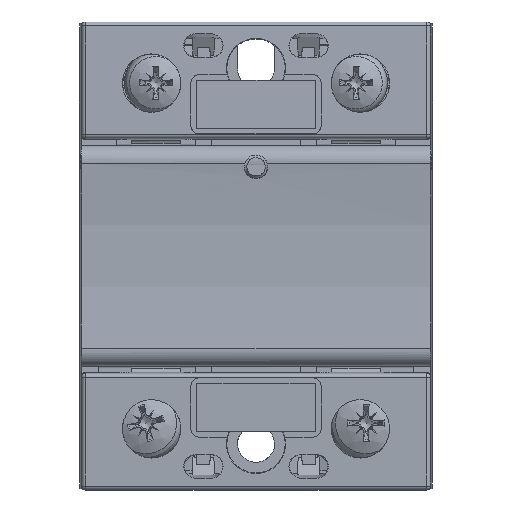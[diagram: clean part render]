
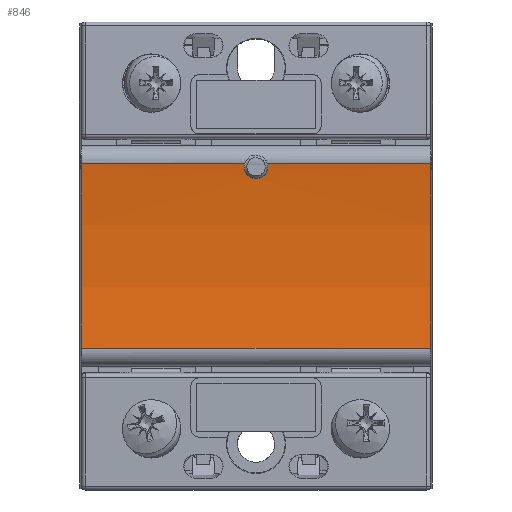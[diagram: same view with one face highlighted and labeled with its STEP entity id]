
A CAD part, top view. The second image highlights one B-rep face of the part: STEP entity #846.
In plain terms, the highlighted cylindrical face has radius 80 mm (diameter 160 mm), a partial arc.
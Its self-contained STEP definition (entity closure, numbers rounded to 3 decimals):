
#700=CYLINDRICAL_SURFACE('',#19312,80.);
#846=ADVANCED_FACE('',(#2727),#700,.F.);
#2727=FACE_OUTER_BOUND('',#3743,.T.);
#3743=EDGE_LOOP('',(#5180,#5181,#5182,#5183,#5184,#5185,#5186));
#5180=ORIENTED_EDGE('',*,*,#13190,.F.);
#5181=ORIENTED_EDGE('',*,*,#13210,.F.);
#5182=ORIENTED_EDGE('',*,*,#13284,.T.);
#5183=ORIENTED_EDGE('',*,*,#13285,.T.);
#5184=ORIENTED_EDGE('',*,*,#13286,.T.);
#5185=ORIENTED_EDGE('',*,*,#13287,.T.);
#5186=ORIENTED_EDGE('',*,*,#13288,.T.);
#11167=VERTEX_POINT('',#22841);
#11168=VERTEX_POINT('',#22846);
#11182=VERTEX_POINT('',#22946);
#11245=VERTEX_POINT('',#23309);
#11246=VERTEX_POINT('',#23320);
#11247=VERTEX_POINT('',#23327);
#11248=VERTEX_POINT('',#23334);
#13190=EDGE_CURVE('',#11167,#11168,#16264,.T.);
#13210=EDGE_CURVE('',#11182,#11167,#16284,.T.);
#13284=EDGE_CURVE('',#11182,#11245,#16356,.T.);
#13285=EDGE_CURVE('',#11245,#11246,#16357,.T.);
#13286=EDGE_CURVE('',#11246,#11247,#16358,.T.);
#13287=EDGE_CURVE('',#11247,#11248,#16359,.T.);
#13288=EDGE_CURVE('',#11248,#11168,#16360,.T.);
#16264=B_SPLINE_CURVE_WITH_KNOTS('',3,(#22842,#22843,#22844,#22845),
 .UNSPECIFIED.,.F.,.F.,(4,4),(0.,1.),.UNSPECIFIED.);
#16284=B_SPLINE_CURVE_WITH_KNOTS('',3,(#22947,#22948,#22949,#22950),
 .UNSPECIFIED.,.F.,.F.,(4,4),(0.,1.),.UNSPECIFIED.);
#16356=B_SPLINE_CURVE_WITH_KNOTS('',3,(#23312,#23313,#23314,#23315),
 .UNSPECIFIED.,.F.,.F.,(4,4),(0.,1.),.UNSPECIFIED.);
#16357=B_SPLINE_CURVE_WITH_KNOTS('',3,(#23316,#23317,#23318,#23319),
 .UNSPECIFIED.,.F.,.F.,(4,4),(0.,1.),.UNSPECIFIED.);
#16358=B_SPLINE_CURVE_WITH_KNOTS('',3,(#23321,#23322,#23323,#23324,#23325,
#23326),.UNSPECIFIED.,.F.,.F.,(4,2,4),(0.,0.5,1.),.UNSPECIFIED.);
#16359=B_SPLINE_CURVE_WITH_KNOTS('',3,(#23328,#23329,#23330,#23331,#23332,
#23333),.UNSPECIFIED.,.F.,.F.,(4,2,4),(0.,0.5,1.),.UNSPECIFIED.);
#16360=B_SPLINE_CURVE_WITH_KNOTS('',3,(#23335,#23336,#23337,#23338),
 .UNSPECIFIED.,.F.,.F.,(4,4),(0.,1.),.UNSPECIFIED.);
#19312=AXIS2_PLACEMENT_3D('',#23339,#20469,#20470);
#20469=DIRECTION('',(1.,0.,0.));
#20470=DIRECTION('',(0.,-0.174,0.985));
#22841=CARTESIAN_POINT('',(-22.145,-11.704,28.634));
#22842=CARTESIAN_POINT('',(-22.145,-11.704,28.634));
#22843=CARTESIAN_POINT('',(-22.165,-3.949,27.488));
#22844=CARTESIAN_POINT('',(-22.165,3.933,27.488));
#22845=CARTESIAN_POINT('',(-22.145,11.688,28.634));
#22846=CARTESIAN_POINT('',(-22.145,11.688,28.634));
#22946=CARTESIAN_POINT('',(22.145,-11.704,28.634));
#22947=CARTESIAN_POINT('',(22.145,-11.704,28.634));
#22948=CARTESIAN_POINT('',(7.382,-11.704,28.634));
#22949=CARTESIAN_POINT('',(-7.382,-11.704,28.634));
#22950=CARTESIAN_POINT('',(-22.145,-11.704,28.634));
#23309=CARTESIAN_POINT('',(22.145,11.688,28.634));
#23312=CARTESIAN_POINT('',(22.145,-11.704,28.634));
#23313=CARTESIAN_POINT('',(22.165,-3.962,27.49));
#23314=CARTESIAN_POINT('',(22.165,3.947,27.49));
#23315=CARTESIAN_POINT('',(22.145,11.688,28.634));
#23316=CARTESIAN_POINT('',(22.145,11.688,28.634));
#23317=CARTESIAN_POINT('',(15.246,11.688,28.634));
#23318=CARTESIAN_POINT('',(8.347,11.688,28.634));
#23319=CARTESIAN_POINT('',(1.449,11.688,28.634));
#23320=CARTESIAN_POINT('',(1.449,11.688,28.634));
#23321=CARTESIAN_POINT('',(1.449,11.688,28.634));
#23322=CARTESIAN_POINT('',(1.567,11.246,28.569));
#23323=CARTESIAN_POINT('',(1.47,10.754,28.501));
#23324=CARTESIAN_POINT('',(0.912,10.023,28.405));
#23325=CARTESIAN_POINT('',(0.472,9.8,28.378));
#23326=CARTESIAN_POINT('',(0.,9.8,28.378));
#23327=CARTESIAN_POINT('',(0.,9.8,28.378));
#23328=CARTESIAN_POINT('',(0.,9.8,28.378));
#23329=CARTESIAN_POINT('',(-0.472,9.8,28.378));
#23330=CARTESIAN_POINT('',(-0.904,10.012,28.404));
#23331=CARTESIAN_POINT('',(-1.478,10.764,28.502));
#23332=CARTESIAN_POINT('',(-1.568,11.245,28.569));
#23333=CARTESIAN_POINT('',(-1.449,11.688,28.634));
#23334=CARTESIAN_POINT('',(-1.449,11.688,28.634));
#23335=CARTESIAN_POINT('',(-1.449,11.688,28.634));
#23336=CARTESIAN_POINT('',(-8.347,11.688,28.634));
#23337=CARTESIAN_POINT('',(-15.246,11.688,28.634));
#23338=CARTESIAN_POINT('',(-22.145,11.688,28.634));
#23339=CARTESIAN_POINT('',(0.,-0.008,107.775));
